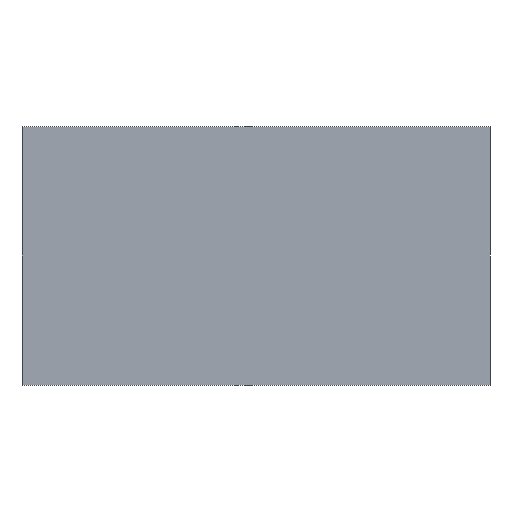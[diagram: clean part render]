
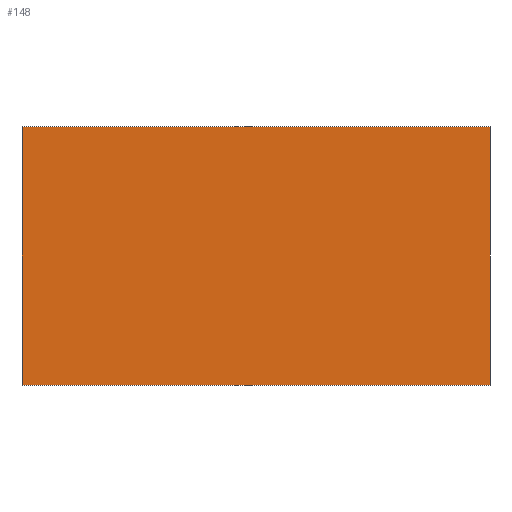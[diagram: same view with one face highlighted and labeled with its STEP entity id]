
A CAD part, front view. The second image highlights one B-rep face of the part: STEP entity #148.
In plain terms, the highlighted planar face has unit normal (0, -1, 0).
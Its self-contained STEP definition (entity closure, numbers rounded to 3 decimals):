
#43 = PLANE('',#44);
#44 = AXIS2_PLACEMENT_3D('',#45,#46,#47);
#45 = CARTESIAN_POINT('',(-0.725,1.55,0.));
#46 = DIRECTION('',(1.,0.,0.));
#47 = DIRECTION('',(0.,-1.,0.));
#68 = VERTEX_POINT('',#69);
#69 = CARTESIAN_POINT('',(-0.725,-1.55,0.8));
#83 = PLANE('',#84);
#84 = AXIS2_PLACEMENT_3D('',#85,#86,#87);
#85 = CARTESIAN_POINT('',(-0.725,1.55,0.8));
#86 = DIRECTION('',(0.,0.,-1.));
#87 = DIRECTION('',(-1.,0.,0.));
#95 = EDGE_CURVE('',#96,#68,#98,.T.);
#96 = VERTEX_POINT('',#97);
#97 = CARTESIAN_POINT('',(-0.725,-1.55,0.));
#98 = SURFACE_CURVE('',#99,(#103,#110),.PCURVE_S1.);
#99 = LINE('',#100,#101);
#100 = CARTESIAN_POINT('',(-0.725,-1.55,0.));
#101 = VECTOR('',#102,1.);
#102 = DIRECTION('',(0.,0.,1.));
#103 = PCURVE('',#43,#104);
#104 = DEFINITIONAL_REPRESENTATION('',(#105),#109);
#105 = LINE('',#106,#107);
#106 = CARTESIAN_POINT('',(3.1,0.));
#107 = VECTOR('',#108,1.);
#108 = DIRECTION('',(0.,-1.));
#109 = ( GEOMETRIC_REPRESENTATION_CONTEXT(2) 
PARAMETRIC_REPRESENTATION_CONTEXT() REPRESENTATION_CONTEXT('2D SPACE',''
  ) );
#110 = PCURVE('',#111,#116);
#111 = PLANE('',#112);
#112 = AXIS2_PLACEMENT_3D('',#113,#114,#115);
#113 = CARTESIAN_POINT('',(-0.725,-1.55,0.));
#114 = DIRECTION('',(0.,1.,0.));
#115 = DIRECTION('',(1.,0.,0.));
#116 = DEFINITIONAL_REPRESENTATION('',(#117),#121);
#117 = LINE('',#118,#119);
#118 = CARTESIAN_POINT('',(0.,0.));
#119 = VECTOR('',#120,1.);
#120 = DIRECTION('',(0.,-1.));
#121 = ( GEOMETRIC_REPRESENTATION_CONTEXT(2) 
PARAMETRIC_REPRESENTATION_CONTEXT() REPRESENTATION_CONTEXT('2D SPACE',''
  ) );
#137 = PLANE('',#138);
#138 = AXIS2_PLACEMENT_3D('',#139,#140,#141);
#139 = CARTESIAN_POINT('',(-0.725,1.55,0.));
#140 = DIRECTION('',(0.,0.,-1.));
#141 = DIRECTION('',(-1.,0.,0.));
#148 = ADVANCED_FACE('',(#149),#111,.F.);
#149 = FACE_BOUND('',#150,.F.);
#150 = EDGE_LOOP('',(#151,#152,#175,#203));
#151 = ORIENTED_EDGE('',*,*,#95,.T.);
#152 = ORIENTED_EDGE('',*,*,#153,.T.);
#153 = EDGE_CURVE('',#68,#154,#156,.T.);
#154 = VERTEX_POINT('',#155);
#155 = CARTESIAN_POINT('',(0.725,-1.55,0.8));
#156 = SURFACE_CURVE('',#157,(#161,#168),.PCURVE_S1.);
#157 = LINE('',#158,#159);
#158 = CARTESIAN_POINT('',(-0.725,-1.55,0.8));
#159 = VECTOR('',#160,1.);
#160 = DIRECTION('',(1.,0.,0.));
#161 = PCURVE('',#111,#162);
#162 = DEFINITIONAL_REPRESENTATION('',(#163),#167);
#163 = LINE('',#164,#165);
#164 = CARTESIAN_POINT('',(0.,-0.8));
#165 = VECTOR('',#166,1.);
#166 = DIRECTION('',(1.,0.));
#167 = ( GEOMETRIC_REPRESENTATION_CONTEXT(2) 
PARAMETRIC_REPRESENTATION_CONTEXT() REPRESENTATION_CONTEXT('2D SPACE',''
  ) );
#168 = PCURVE('',#83,#169);
#169 = DEFINITIONAL_REPRESENTATION('',(#170),#174);
#170 = LINE('',#171,#172);
#171 = CARTESIAN_POINT('',(0.,-3.1));
#172 = VECTOR('',#173,1.);
#173 = DIRECTION('',(-1.,0.));
#174 = ( GEOMETRIC_REPRESENTATION_CONTEXT(2) 
PARAMETRIC_REPRESENTATION_CONTEXT() REPRESENTATION_CONTEXT('2D SPACE',''
  ) );
#175 = ORIENTED_EDGE('',*,*,#176,.F.);
#176 = EDGE_CURVE('',#177,#154,#179,.T.);
#177 = VERTEX_POINT('',#178);
#178 = CARTESIAN_POINT('',(0.725,-1.55,0.));
#179 = SURFACE_CURVE('',#180,(#184,#191),.PCURVE_S1.);
#180 = LINE('',#181,#182);
#181 = CARTESIAN_POINT('',(0.725,-1.55,0.));
#182 = VECTOR('',#183,1.);
#183 = DIRECTION('',(0.,0.,1.));
#184 = PCURVE('',#111,#185);
#185 = DEFINITIONAL_REPRESENTATION('',(#186),#190);
#186 = LINE('',#187,#188);
#187 = CARTESIAN_POINT('',(1.45,0.));
#188 = VECTOR('',#189,1.);
#189 = DIRECTION('',(0.,-1.));
#190 = ( GEOMETRIC_REPRESENTATION_CONTEXT(2) 
PARAMETRIC_REPRESENTATION_CONTEXT() REPRESENTATION_CONTEXT('2D SPACE',''
  ) );
#191 = PCURVE('',#192,#197);
#192 = PLANE('',#193);
#193 = AXIS2_PLACEMENT_3D('',#194,#195,#196);
#194 = CARTESIAN_POINT('',(0.725,-1.55,0.));
#195 = DIRECTION('',(-1.,0.,0.));
#196 = DIRECTION('',(0.,1.,0.));
#197 = DEFINITIONAL_REPRESENTATION('',(#198),#202);
#198 = LINE('',#199,#200);
#199 = CARTESIAN_POINT('',(0.,0.));
#200 = VECTOR('',#201,1.);
#201 = DIRECTION('',(0.,-1.));
#202 = ( GEOMETRIC_REPRESENTATION_CONTEXT(2) 
PARAMETRIC_REPRESENTATION_CONTEXT() REPRESENTATION_CONTEXT('2D SPACE',''
  ) );
#203 = ORIENTED_EDGE('',*,*,#204,.F.);
#204 = EDGE_CURVE('',#96,#177,#205,.T.);
#205 = SURFACE_CURVE('',#206,(#210,#217),.PCURVE_S1.);
#206 = LINE('',#207,#208);
#207 = CARTESIAN_POINT('',(-0.725,-1.55,0.));
#208 = VECTOR('',#209,1.);
#209 = DIRECTION('',(1.,0.,0.));
#210 = PCURVE('',#111,#211);
#211 = DEFINITIONAL_REPRESENTATION('',(#212),#216);
#212 = LINE('',#213,#214);
#213 = CARTESIAN_POINT('',(0.,0.));
#214 = VECTOR('',#215,1.);
#215 = DIRECTION('',(1.,0.));
#216 = ( GEOMETRIC_REPRESENTATION_CONTEXT(2) 
PARAMETRIC_REPRESENTATION_CONTEXT() REPRESENTATION_CONTEXT('2D SPACE',''
  ) );
#217 = PCURVE('',#137,#218);
#218 = DEFINITIONAL_REPRESENTATION('',(#219),#223);
#219 = LINE('',#220,#221);
#220 = CARTESIAN_POINT('',(0.,-3.1));
#221 = VECTOR('',#222,1.);
#222 = DIRECTION('',(-1.,0.));
#223 = ( GEOMETRIC_REPRESENTATION_CONTEXT(2) 
PARAMETRIC_REPRESENTATION_CONTEXT() REPRESENTATION_CONTEXT('2D SPACE',''
  ) );
